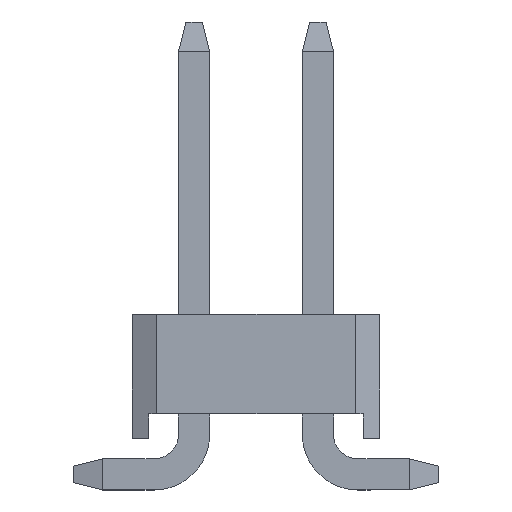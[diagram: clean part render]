
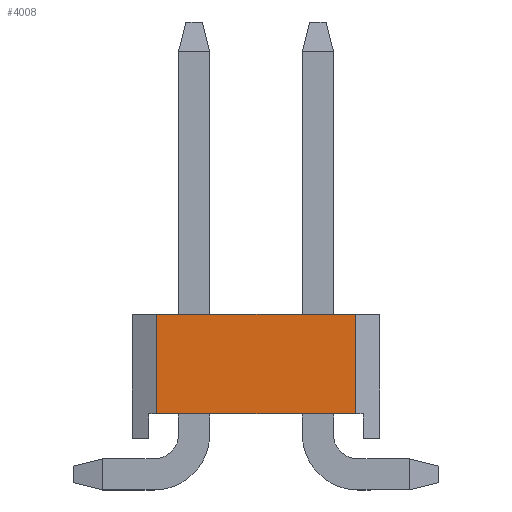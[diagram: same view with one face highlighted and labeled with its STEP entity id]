
A CAD part, front view. The second image highlights one B-rep face of the part: STEP entity #4008.
In plain terms, the highlighted face is planar.
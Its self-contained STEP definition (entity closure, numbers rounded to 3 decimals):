
#268=ORIENTED_EDGE('',*,*,#1008,.F.);
#269=ORIENTED_EDGE('',*,*,#890,.T.);
#270=ORIENTED_EDGE('',*,*,#1019,.T.);
#271=ORIENTED_EDGE('',*,*,#969,.T.);
#890=EDGE_CURVE('',#1299,#1298,#1554,.T.);
#969=EDGE_CURVE('',#1369,#1368,#1633,.T.);
#1008=EDGE_CURVE('',#1299,#1368,#1672,.T.);
#1019=EDGE_CURVE('',#1298,#1369,#1683,.T.);
#1298=VERTEX_POINT('',#5147);
#1299=VERTEX_POINT('',#5149);
#1368=VERTEX_POINT('',#5306);
#1369=VERTEX_POINT('',#5308);
#1554=LINE('',#5148,#1938);
#1633=LINE('',#5307,#2017);
#1672=LINE('',#5379,#2056);
#1683=LINE('',#5396,#2067);
#1938=VECTOR('',#4370,1000.);
#2017=VECTOR('',#4469,1000.);
#2056=VECTOR('',#4520,1000.);
#2067=VECTOR('',#4543,1000.);
#2346=EDGE_LOOP('',(#268,#269,#270,#271));
#2524=FACE_BOUND('',#2346,.T.);
#2690=PLANE('',#4181);
#4008=ADVANCED_FACE('',(#2524),#2690,.T.);
#4181=AXIS2_PLACEMENT_3D('',#5397,#4544,#4545);
#4370=DIRECTION('',(0.,-1.,0.));
#4469=DIRECTION('',(0.,1.,0.));
#4520=DIRECTION('',(0.,0.,1.));
#4543=DIRECTION('',(0.,0.,1.));
#4544=DIRECTION('',(-1.,0.,0.));
#4545=DIRECTION('',(0.,0.,1.));
#5147=CARTESIAN_POINT('',(-3.81,-2.04,-0.77));
#5148=CARTESIAN_POINT('',(-3.81,-2.54,-0.77));
#5149=CARTESIAN_POINT('',(-3.81,2.04,-0.77));
#5306=CARTESIAN_POINT('',(-3.81,2.04,1.27));
#5307=CARTESIAN_POINT('',(-3.81,-2.54,1.27));
#5308=CARTESIAN_POINT('',(-3.81,-2.04,1.27));
#5379=CARTESIAN_POINT('',(-3.81,2.04,-8.435));
#5396=CARTESIAN_POINT('',(-3.81,-2.04,-8.435));
#5397=CARTESIAN_POINT('',(-3.81,-2.54,-1.27));
